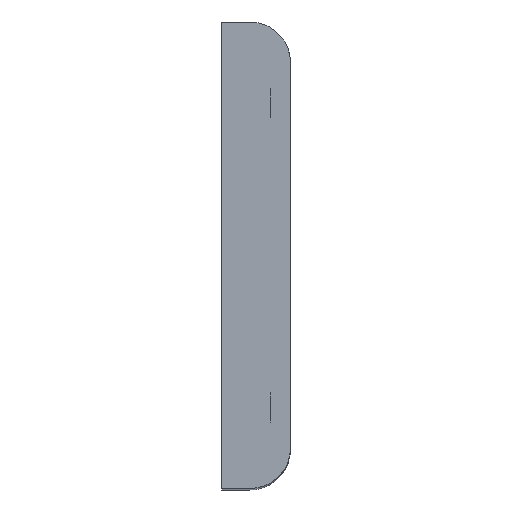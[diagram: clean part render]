
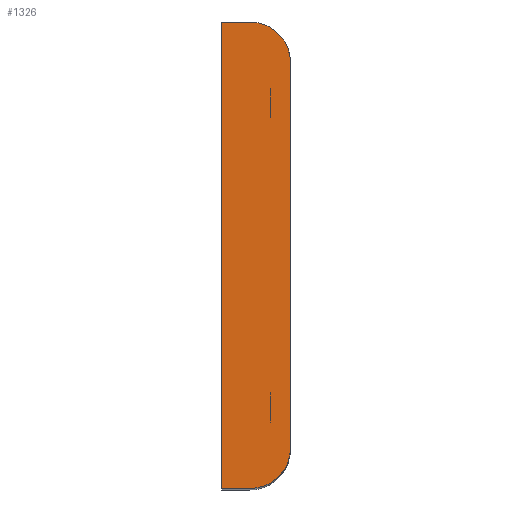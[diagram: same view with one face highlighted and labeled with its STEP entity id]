
A CAD part, top view. The second image highlights one B-rep face of the part: STEP entity #1326.
In plain terms, the highlighted planar face has unit normal (0, 0, 1).
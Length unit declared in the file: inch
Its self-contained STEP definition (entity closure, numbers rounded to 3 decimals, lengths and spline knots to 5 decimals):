
#1 = VERTEX_POINT ( 'NONE', #302 ) ;
#18 = DIRECTION ( 'NONE',  ( 0., 0., 1. ) ) ;
#38 = DIRECTION ( 'NONE',  ( 1., 0., 0. ) ) ;
#47 = DIRECTION ( 'NONE',  ( 1., 0., 0. ) ) ;
#94 = VERTEX_POINT ( 'NONE', #1054 ) ;
#107 = VERTEX_POINT ( 'NONE', #155 ) ;
#116 = CARTESIAN_POINT ( 'NONE',  ( 0.625, 0.475, 0.96614 ) ) ;
#137 = ORIENTED_EDGE ( 'NONE', *, *, #1173, .T. ) ;
#146 = AXIS2_PLACEMENT_3D ( 'NONE', #480, #524, #529 ) ;
#155 = CARTESIAN_POINT ( 'NONE',  ( 0.625, -0.475, 0.96614 ) ) ;
#192 = DIRECTION ( 'NONE',  ( 0., 0., 1. ) ) ;
#207 = ORIENTED_EDGE ( 'NONE', *, *, #226, .T. ) ;
#208 = ORIENTED_EDGE ( 'NONE', *, *, #765, .T. ) ;
#226 = EDGE_CURVE ( 'NONE', #1529, #107, #1068, .T. ) ;
#248 = ORIENTED_EDGE ( 'NONE', *, *, #1101, .T. ) ;
#251 = EDGE_CURVE ( 'NONE', #1, #94, #1106, .T. ) ;
#297 = ORIENTED_EDGE ( 'NONE', *, *, #251, .T. ) ;
#299 = CARTESIAN_POINT ( 'NONE',  ( 0.525, 0.475, 0.96614 ) ) ;
#302 = CARTESIAN_POINT ( 'NONE',  ( 0.525, 0.575, 0.96614 ) ) ;
#480 = CARTESIAN_POINT ( 'NONE',  ( 0.525, -0.475, 0.96614 ) ) ;
#482 = CARTESIAN_POINT ( 'NONE',  ( -0.575, 0.575, 0.96614 ) ) ;
#524 = DIRECTION ( 'NONE',  ( 0., 0., 1. ) ) ;
#529 = DIRECTION ( 'NONE',  ( 1., 0., 0. ) ) ;
#543 = VERTEX_POINT ( 'NONE', #116 ) ;
#593 = DIRECTION ( 'NONE',  ( -1., 0., 0. ) ) ;
#602 = FACE_OUTER_BOUND ( 'NONE', #608, .T. ) ;
#608 = EDGE_LOOP ( 'NONE', ( #137, #208, #207, #1409, #248, #297 ) ) ;
#692 = CARTESIAN_POINT ( 'NONE',  ( 0.455, -0.575, 0.96614 ) ) ;
#765 = EDGE_CURVE ( 'NONE', #838, #1529, #1236, .T. ) ;
#774 = CARTESIAN_POINT ( 'NONE',  ( 0.455, 0.575, 0.96614 ) ) ;
#838 = VERTEX_POINT ( 'NONE', #692 ) ;
#1015 = CARTESIAN_POINT ( 'NONE',  ( -0.575, -0.575, 0.96614 ) ) ;
#1036 = EDGE_CURVE ( 'NONE', #543, #107, #1638, .T. ) ;
#1054 = CARTESIAN_POINT ( 'NONE',  ( 0.455, 0.575, 0.96614 ) ) ;
#1068 = CIRCLE ( 'NONE', #146, 0.1 ) ;
#1086 = VECTOR ( 'NONE', #593, 39.37008 ) ;
#1090 = CARTESIAN_POINT ( 'NONE',  ( 0.525, -0.575, 0.96614 ) ) ;
#1101 = EDGE_CURVE ( 'NONE', #543, #1, #1718, .T. ) ;
#1106 = LINE ( 'NONE', #482, #1086 ) ;
#1173 = EDGE_CURVE ( 'NONE', #94, #838, #1875, .T. ) ;
#1236 = LINE ( 'NONE', #1015, #1258 ) ;
#1258 = VECTOR ( 'NONE', #1683, 39.37008 ) ;
#1326 = ADVANCED_FACE ( 'NONE', ( #602 ), #1661, .T. ) ;
#1343 = AXIS2_PLACEMENT_3D ( 'NONE', #1843, #18, #47 ) ;
#1409 = ORIENTED_EDGE ( 'NONE', *, *, #1036, .F. ) ;
#1529 = VERTEX_POINT ( 'NONE', #1090 ) ;
#1557 = DIRECTION ( 'NONE',  ( 0., -1., 0. ) ) ;
#1638 = LINE ( 'NONE', #1827, #1639 ) ;
#1639 = VECTOR ( 'NONE', #1727, 39.37008 ) ;
#1661 = PLANE ( 'NONE',  #1343 ) ;
#1683 = DIRECTION ( 'NONE',  ( 1., 0., 0. ) ) ;
#1718 = CIRCLE ( 'NONE', #1866, 0.1 ) ;
#1727 = DIRECTION ( 'NONE',  ( 0., -1., 0. ) ) ;
#1753 = VECTOR ( 'NONE', #1557, 39.37008 ) ;
#1827 = CARTESIAN_POINT ( 'NONE',  ( 0.625, 0.575, 0.96614 ) ) ;
#1843 = CARTESIAN_POINT ( 'NONE',  ( 0., 0., 0.96614 ) ) ;
#1866 = AXIS2_PLACEMENT_3D ( 'NONE', #299, #192, #38 ) ;
#1875 = LINE ( 'NONE', #774, #1753 ) ;
